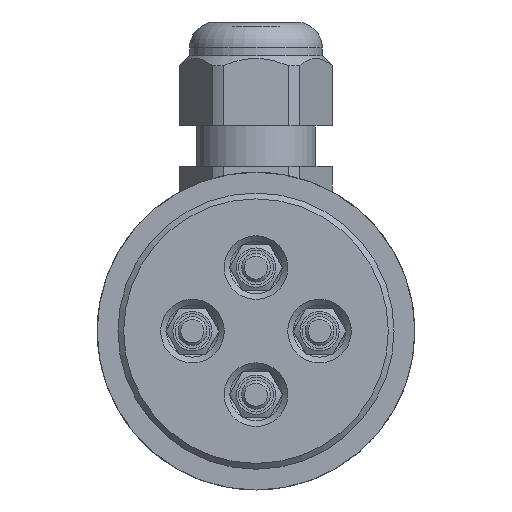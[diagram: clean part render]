
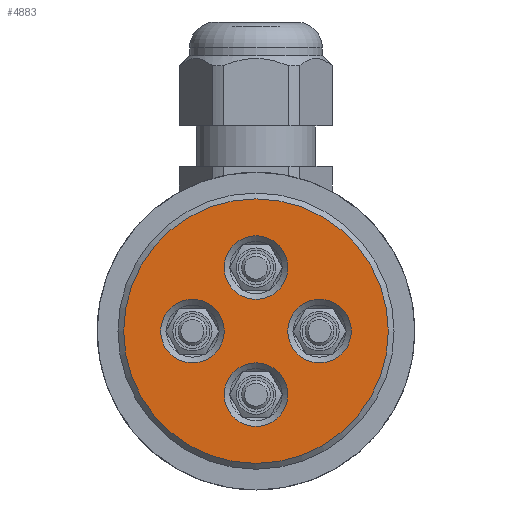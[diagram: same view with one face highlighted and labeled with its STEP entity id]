
A CAD part, left-side view. The second image highlights one B-rep face of the part: STEP entity #4883.
In plain terms, the highlighted planar face has unit normal (-1, 0, 0).
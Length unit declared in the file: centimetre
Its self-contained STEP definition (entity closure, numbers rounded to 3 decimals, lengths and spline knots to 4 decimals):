
#310=FACE_BOUND('',#928,.T.);
#311=FACE_BOUND('',#929,.T.);
#312=FACE_BOUND('',#930,.T.);
#313=FACE_BOUND('',#931,.T.);
#631=FACE_OUTER_BOUND('',#927,.T.);
#927=EDGE_LOOP('',(#4170));
#928=EDGE_LOOP('',(#4171,#4172));
#929=EDGE_LOOP('',(#4173,#4174));
#930=EDGE_LOOP('',(#4175,#4176));
#931=EDGE_LOOP('',(#4177,#4178));
#1243=CIRCLE('',#5422,0.55);
#1244=CIRCLE('',#5423,0.55);
#1246=CIRCLE('',#5427,0.55);
#1247=CIRCLE('',#5428,0.55);
#1255=CIRCLE('',#5440,2.29);
#1256=CIRCLE('',#5442,0.55);
#1257=CIRCLE('',#5443,0.55);
#1258=CIRCLE('',#5444,0.55);
#1259=CIRCLE('',#5445,0.55);
#2222=VERTEX_POINT('',#8441);
#2223=VERTEX_POINT('',#8443);
#2224=VERTEX_POINT('',#8449);
#2225=VERTEX_POINT('',#8451);
#2233=VERTEX_POINT('',#8474);
#2234=VERTEX_POINT('',#8478);
#2235=VERTEX_POINT('',#8479);
#2236=VERTEX_POINT('',#8482);
#2237=VERTEX_POINT('',#8483);
#2889=EDGE_CURVE('',#2223,#2222,#1243,.T.);
#2890=EDGE_CURVE('',#2222,#2223,#1244,.T.);
#2893=EDGE_CURVE('',#2225,#2224,#1246,.T.);
#2894=EDGE_CURVE('',#2224,#2225,#1247,.T.);
#2905=EDGE_CURVE('',#2233,#2233,#1255,.T.);
#2906=EDGE_CURVE('',#2234,#2235,#1256,.T.);
#2907=EDGE_CURVE('',#2235,#2234,#1257,.T.);
#2908=EDGE_CURVE('',#2236,#2237,#1258,.T.);
#2909=EDGE_CURVE('',#2237,#2236,#1259,.T.);
#4170=ORIENTED_EDGE('',*,*,#2905,.F.);
#4171=ORIENTED_EDGE('',*,*,#2906,.T.);
#4172=ORIENTED_EDGE('',*,*,#2907,.T.);
#4173=ORIENTED_EDGE('',*,*,#2908,.T.);
#4174=ORIENTED_EDGE('',*,*,#2909,.T.);
#4175=ORIENTED_EDGE('',*,*,#2889,.T.);
#4176=ORIENTED_EDGE('',*,*,#2890,.T.);
#4177=ORIENTED_EDGE('',*,*,#2893,.T.);
#4178=ORIENTED_EDGE('',*,*,#2894,.T.);
#4632=PLANE('',#5441);
#4883=ADVANCED_FACE('',(#631,#310,#311,#312,#313),#4632,.T.);
#5422=AXIS2_PLACEMENT_3D('',#8444,#6696,#6697);
#5423=AXIS2_PLACEMENT_3D('',#8445,#6698,#6699);
#5427=AXIS2_PLACEMENT_3D('',#8452,#6707,#6708);
#5428=AXIS2_PLACEMENT_3D('',#8453,#6709,#6710);
#5440=AXIS2_PLACEMENT_3D('',#8476,#6736,#6737);
#5441=AXIS2_PLACEMENT_3D('',#8477,#6738,#6739);
#5442=AXIS2_PLACEMENT_3D('',#8480,#6740,#6741);
#5443=AXIS2_PLACEMENT_3D('',#8481,#6742,#6743);
#5444=AXIS2_PLACEMENT_3D('',#8484,#6744,#6745);
#5445=AXIS2_PLACEMENT_3D('',#8485,#6746,#6747);
#6696=DIRECTION('center_axis',(1.,0.,0.));
#6697=DIRECTION('ref_axis',(0.,1.,0.));
#6698=DIRECTION('center_axis',(1.,0.,0.));
#6699=DIRECTION('ref_axis',(0.,1.,0.));
#6707=DIRECTION('center_axis',(1.,0.,0.));
#6708=DIRECTION('ref_axis',(0.,0.,-1.));
#6709=DIRECTION('center_axis',(1.,0.,0.));
#6710=DIRECTION('ref_axis',(0.,0.,-1.));
#6736=DIRECTION('center_axis',(1.,0.,0.));
#6737=DIRECTION('ref_axis',(0.,-1.,0.));
#6738=DIRECTION('center_axis',(-1.,0.,0.));
#6739=DIRECTION('ref_axis',(0.,0.,1.));
#6740=DIRECTION('center_axis',(1.,0.,0.));
#6741=DIRECTION('ref_axis',(0.,-1.,0.));
#6742=DIRECTION('center_axis',(1.,0.,0.));
#6743=DIRECTION('ref_axis',(0.,-1.,0.));
#6744=DIRECTION('center_axis',(1.,0.,0.));
#6745=DIRECTION('ref_axis',(0.,0.,1.));
#6746=DIRECTION('center_axis',(1.,0.,0.));
#6747=DIRECTION('ref_axis',(0.,0.,1.));
#8441=CARTESIAN_POINT('',(-2.7417,0.5723,0.));
#8443=CARTESIAN_POINT('',(-2.7417,1.6723,0.));
#8444=CARTESIAN_POINT('Origin',(-2.7417,1.1223,0.));
#8445=CARTESIAN_POINT('Origin',(-2.7417,1.1223,0.));
#8449=CARTESIAN_POINT('',(-2.7417,0.0223,-0.55));
#8451=CARTESIAN_POINT('',(-2.7417,0.0223,-1.65));
#8452=CARTESIAN_POINT('Origin',(-2.7417,0.0223,-1.1));
#8453=CARTESIAN_POINT('Origin',(-2.7417,0.0223,-1.1));
#8474=CARTESIAN_POINT('',(-2.7417,2.3123,0.));
#8476=CARTESIAN_POINT('Origin',(-2.7417,0.0223,0.));
#8477=CARTESIAN_POINT('Origin',(-2.7417,2.4123,0.));
#8478=CARTESIAN_POINT('',(-2.7417,-1.6277,0.));
#8479=CARTESIAN_POINT('',(-2.7417,-0.5277,0.));
#8480=CARTESIAN_POINT('Origin',(-2.7417,-1.0777,0.));
#8481=CARTESIAN_POINT('Origin',(-2.7417,-1.0777,0.));
#8482=CARTESIAN_POINT('',(-2.7417,0.0223,1.65));
#8483=CARTESIAN_POINT('',(-2.7417,0.0223,0.55));
#8484=CARTESIAN_POINT('Origin',(-2.7417,0.0223,1.1));
#8485=CARTESIAN_POINT('Origin',(-2.7417,0.0223,1.1));
